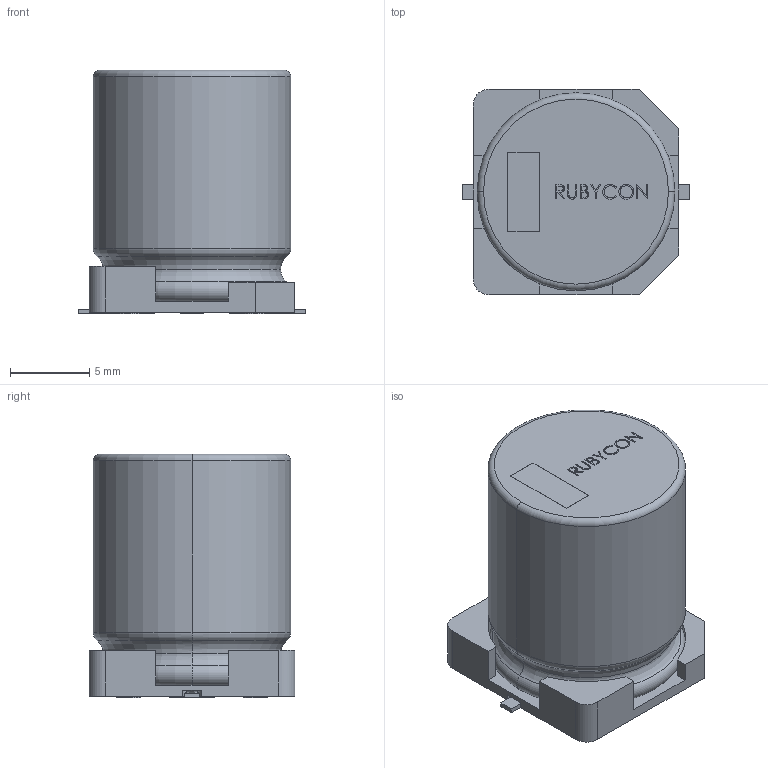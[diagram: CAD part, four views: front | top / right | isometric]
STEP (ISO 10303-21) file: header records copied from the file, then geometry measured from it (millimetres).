
FILE_DESCRIPTION (( 'STEP AP203' ), '1' );
FILE_NAME ('AL_SMD_12.5X16.STEP', '2021-09-09T04:27:08', ( '' ), ( '' ), 'SwSTEP 2.0', 'SolidWorks 2017', '' );
FILE_SCHEMA (( 'CONFIG_CONTROL_DESIGN' ));
Length unit declared in the file: millimetre
Products named in the file (25): SMD_BASE BOARD_D12.5_N_01; SMD_RUBBER_D12.5_F_01; SMD_PAPER_D12.5_U_01; SMD_TAB-_d1.5_03; SMD_MARK_D12.5_01; SMD_LEAD+_d0.6_N_03; SMD_PAPER_D12.5_L_01; SMD_CASE_D12.5_L_02; AL_SMD_12.5X16; SMD_AIR_D12.5_L_02; SMD_TAB+_d1.5_03; SMD_ELEMENT_D12.5_02; SMD_LEAD-_d0.6_N_03
Assembly tree (12 placements, depth 2):
  SMD_LEAD+_d0.6_N_03
  SMD_PAPER_D12.5_L_01
  SMD_RUBBER_D12.5_F_01
  SMD_CASE_D12.5_L_02
  AL_SMD_12.5X16
    SMD_ELEMENT_D12.5_02
    SMD_TAB-_d1.5_03
    SMD_TAB+_d1.5_03
    SMD_PAPER_D12.5_U_01
    SMD_PAPER_D12.5_L_01
    SMD_RUBBER_D12.5_F_01
    SMD_AIR_D12.5_L_02
    SMD_CASE_D12.5_L_02
    SMD_MARK_D12.5_01
    SMD_LEAD-_d0.6_N_03
    SMD_LEAD+_d0.6_N_03
    SMD_BASE BOARD_D12.5_N_01
Bounding box: 14.4 x 13 x 15.41 mm (x, y, z)
Volume: 1897.5 mm3; surface area: 4266.9 mm2
Topology: 21 solids, 21 shells, 334 faces, 820 edges, 534 vertices
Faces by surface type: plane 191, cylinder 61, bspline 48, torus 30, cone 4
Entity records: 14703 total; most frequent: CARTESIAN_POINT 4680, ORIENTED_EDGE 1640, DIRECTION 1506, EDGE_CURVE 820, VERTEX_POINT 534, LINE 526, VECTOR 526, AXIS2_PLACEMENT_3D 490
